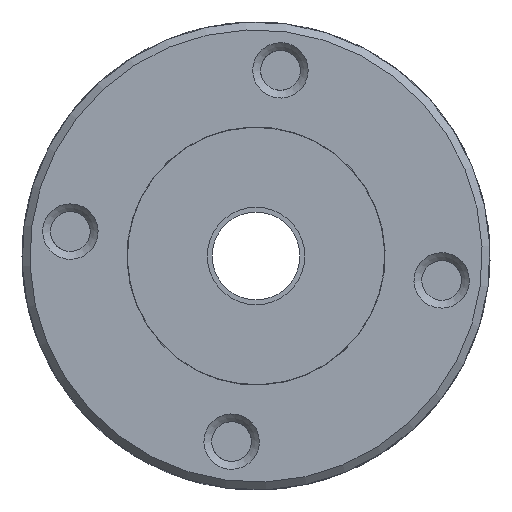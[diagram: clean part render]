
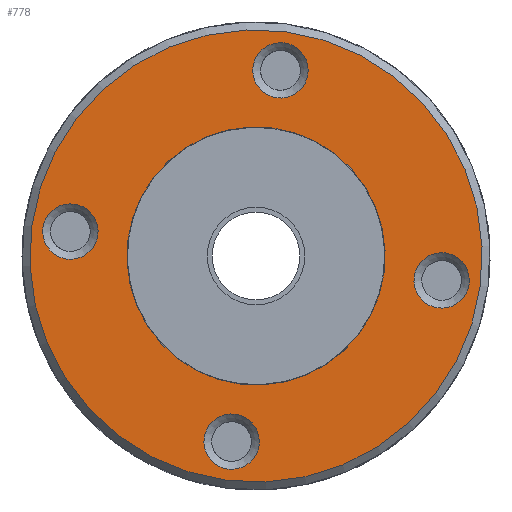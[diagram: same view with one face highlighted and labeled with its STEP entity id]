
A CAD part, left-side view. The second image highlights one B-rep face of the part: STEP entity #778.
In plain terms, the highlighted planar face has unit normal (-1, 0, 0).
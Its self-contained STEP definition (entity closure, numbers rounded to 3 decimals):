
#778 = ADVANCED_FACE( '', ( #1889, #1890, #1891, #1892, #1893, #1894 ), #1895, .T. );
#1889 = FACE_OUTER_BOUND( '', #3352, .T. );
#1890 = FACE_BOUND( '', #3353, .T. );
#1891 = FACE_BOUND( '', #3354, .T. );
#1892 = FACE_BOUND( '', #3355, .T. );
#1893 = FACE_BOUND( '', #3356, .T. );
#1894 = FACE_BOUND( '', #3357, .T. );
#1895 = PLANE( '', #3358 );
#3352 = EDGE_LOOP( '', ( #5668 ) );
#3353 = EDGE_LOOP( '', ( #5669 ) );
#3354 = EDGE_LOOP( '', ( #5670 ) );
#3355 = EDGE_LOOP( '', ( #5671 ) );
#3356 = EDGE_LOOP( '', ( #5672 ) );
#3357 = EDGE_LOOP( '', ( #5673 ) );
#3358 = AXIS2_PLACEMENT_3D( '', #5674, #5675, #5676 );
#5668 = ORIENTED_EDGE( '', *, *, #8400, .T. );
#5669 = ORIENTED_EDGE( '', *, *, #8386, .T. );
#5670 = ORIENTED_EDGE( '', *, *, #8401, .T. );
#5671 = ORIENTED_EDGE( '', *, *, #8341, .T. );
#5672 = ORIENTED_EDGE( '', *, *, #8402, .T. );
#5673 = ORIENTED_EDGE( '', *, *, #8403, .F. );
#5674 = CARTESIAN_POINT( '', ( -77., -4.32, 32.817 ) );
#5675 = DIRECTION( '', ( -1., 0., 0. ) );
#5676 = DIRECTION( '', ( 0., -0.131, 0.991 ) );
#8341 = EDGE_CURVE( '', #10137, #10137, #10138, .T. );
#8386 = EDGE_CURVE( '', #10206, #10206, #10207, .T. );
#8400 = EDGE_CURVE( '', #10226, #10226, #10227, .T. );
#8401 = EDGE_CURVE( '', #10228, #10228, #10229, .T. );
#8402 = EDGE_CURVE( '', #10230, #10230, #10231, .T. );
#8403 = EDGE_CURVE( '', #10232, #10232, #10233, .T. );
#10137 = VERTEX_POINT( '', #13157 );
#10138 = CIRCLE( '', #13158, 7.1 );
#10206 = VERTEX_POINT( '', #13300 );
#10207 = CIRCLE( '', #13301, 7.1 );
#10226 = VERTEX_POINT( '', #13323 );
#10227 = CIRCLE( '', #13324, 58. );
#10228 = VERTEX_POINT( '', #13325 );
#10229 = CIRCLE( '', #13326, 7.1 );
#10230 = VERTEX_POINT( '', #13327 );
#10231 = CIRCLE( '', #13328, 7.1 );
#10232 = VERTEX_POINT( '', #13329 );
#10233 = CIRCLE( '', #13330, 33.1 );
#13157 = CARTESIAN_POINT( '', ( -77., -48.516, 0.774 ) );
#13158 = AXIS2_PLACEMENT_3D( '', #15370, #15371, #15372 );
#13300 = CARTESIAN_POINT( '', ( -77., 46.663, 13.305 ) );
#13301 = AXIS2_PLACEMENT_3D( '', #15425, #15426, #15427 );
#13323 = CARTESIAN_POINT( '', ( -77., -7.571, 57.504 ) );
#13324 = AXIS2_PLACEMENT_3D( '', #15446, #15447, #15448 );
#13325 = CARTESIAN_POINT( '', ( -77., 5.339, -40.55 ) );
#13326 = AXIS2_PLACEMENT_3D( '', #15449, #15450, #15451 );
#13327 = CARTESIAN_POINT( '', ( -77., -7.192, 54.629 ) );
#13328 = AXIS2_PLACEMENT_3D( '', #15452, #15453, #15454 );
#13329 = CARTESIAN_POINT( '', ( -77., -4.32, 32.817 ) );
#13330 = AXIS2_PLACEMENT_3D( '', #15455, #15456, #15457 );
#15370 = CARTESIAN_POINT( '', ( -77., -47.589, -6.265 ) );
#15371 = DIRECTION( '', ( 1., 0., 0. ) );
#15372 = DIRECTION( '', ( 0., -0.131, 0.991 ) );
#15425 = CARTESIAN_POINT( '', ( -77., 47.589, 6.265 ) );
#15426 = DIRECTION( '', ( 1., 0., 0. ) );
#15427 = DIRECTION( '', ( 0., -0.131, 0.991 ) );
#15446 = CARTESIAN_POINT( '', ( -77., 0., 0. ) );
#15447 = DIRECTION( '', ( -1., 0., 0. ) );
#15448 = DIRECTION( '', ( 0., -0.131, 0.991 ) );
#15449 = CARTESIAN_POINT( '', ( -77., 6.265, -47.589 ) );
#15450 = DIRECTION( '', ( 1., 0., 0. ) );
#15451 = DIRECTION( '', ( 0., -0.131, 0.991 ) );
#15452 = CARTESIAN_POINT( '', ( -77., -6.265, 47.589 ) );
#15453 = DIRECTION( '', ( 1., 0., 0. ) );
#15454 = DIRECTION( '', ( 0., -0.131, 0.991 ) );
#15455 = CARTESIAN_POINT( '', ( -77., 0., 0. ) );
#15456 = DIRECTION( '', ( -1., 0., 0. ) );
#15457 = DIRECTION( '', ( 0., -0.131, 0.991 ) );
